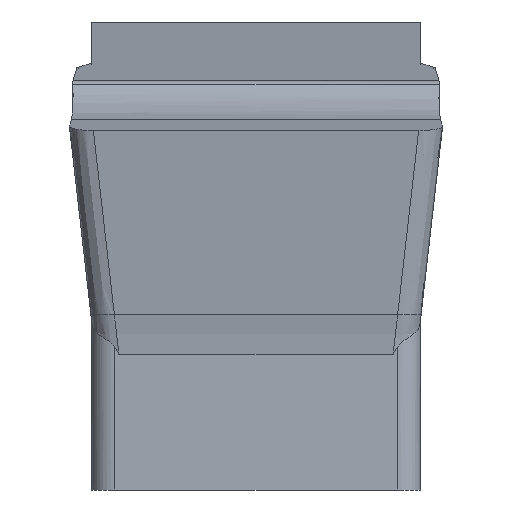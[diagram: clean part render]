
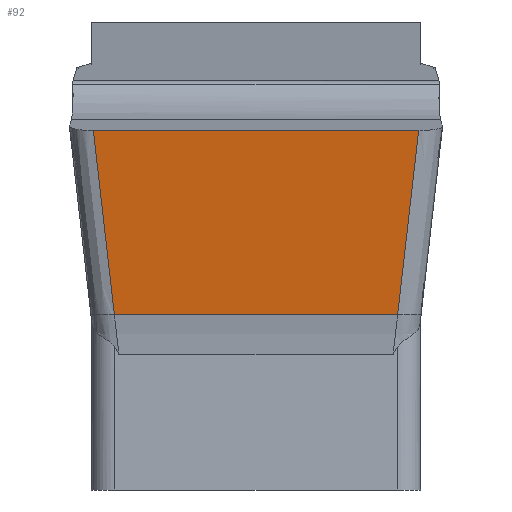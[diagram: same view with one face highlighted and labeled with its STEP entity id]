
A CAD part, front view. The second image highlights one B-rep face of the part: STEP entity #92.
In plain terms, the highlighted planar face has unit normal (0, -0.993, -0.122).
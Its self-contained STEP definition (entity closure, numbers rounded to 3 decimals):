
#92=ADVANCED_FACE('SIDE_FP_AN_SU1',(#154),#126,.T.);
#126=PLANE('',#846);
#154=FACE_OUTER_BOUND('',#196,.T.);
#196=EDGE_LOOP('',(#370,#371,#372,#373));
#247=B_SPLINE_CURVE_WITH_KNOTS('',3,(#1503,#1504,#1505,#1506),
 .UNSPECIFIED.,.F.,.F.,(4,4),(0.,1.),.UNSPECIFIED.);
#249=B_SPLINE_CURVE_WITH_KNOTS('',3,(#1543,#1544,#1545,#1546),
 .UNSPECIFIED.,.F.,.F.,(4,4),(0.,1.),.UNSPECIFIED.);
#370=ORIENTED_EDGE('',*,*,#641,.T.);
#371=ORIENTED_EDGE('',*,*,#653,.T.);
#372=ORIENTED_EDGE('',*,*,#643,.T.);
#373=ORIENTED_EDGE('',*,*,#654,.F.);
#549=VERTEX_POINT('',#1502);
#550=VERTEX_POINT('',#1507);
#551=VERTEX_POINT('',#1547);
#552=VERTEX_POINT('',#1548);
#641=EDGE_CURVE('',#550,#549,#247,.T.);
#643=EDGE_CURVE('',#551,#552,#249,.T.);
#653=EDGE_CURVE('',#549,#551,#725,.T.);
#654=EDGE_CURVE('',#550,#552,#726,.T.);
#725=LINE('',#1623,#777);
#726=LINE('',#1624,#778);
#777=VECTOR('',#950,1.);
#778=VECTOR('',#951,1.);
#846=AXIS2_PLACEMENT_3D('',#1625,#952,#953);
#950=DIRECTION('',(-1.,0.,0.));
#951=DIRECTION('',(-1.,0.,0.));
#952=DIRECTION('',(0.,-0.993,-0.122));
#953=DIRECTION('',(-1.,0.,0.));
#1502=CARTESIAN_POINT('',(2.074,-12.5,0.));
#1503=CARTESIAN_POINT('',(1.806,-12.211,-2.351));
#1504=CARTESIAN_POINT('',(1.895,-12.308,-1.567));
#1505=CARTESIAN_POINT('',(1.985,-12.404,-0.784));
#1506=CARTESIAN_POINT('',(2.074,-12.5,0.));
#1507=CARTESIAN_POINT('',(1.806,-12.211,-2.351));
#1543=CARTESIAN_POINT('',(-2.074,-12.5,0.));
#1544=CARTESIAN_POINT('',(-1.985,-12.404,-0.784));
#1545=CARTESIAN_POINT('',(-1.895,-12.308,-1.567));
#1546=CARTESIAN_POINT('',(-1.806,-12.211,-2.351));
#1547=CARTESIAN_POINT('',(-2.074,-12.5,0.));
#1548=CARTESIAN_POINT('',(-1.806,-12.211,-2.351));
#1623=CARTESIAN_POINT('',(0.,-12.5,0.));
#1624=CARTESIAN_POINT('',(0.,-12.211,-2.351));
#1625=CARTESIAN_POINT('',(0.,-13.038,4.384));
